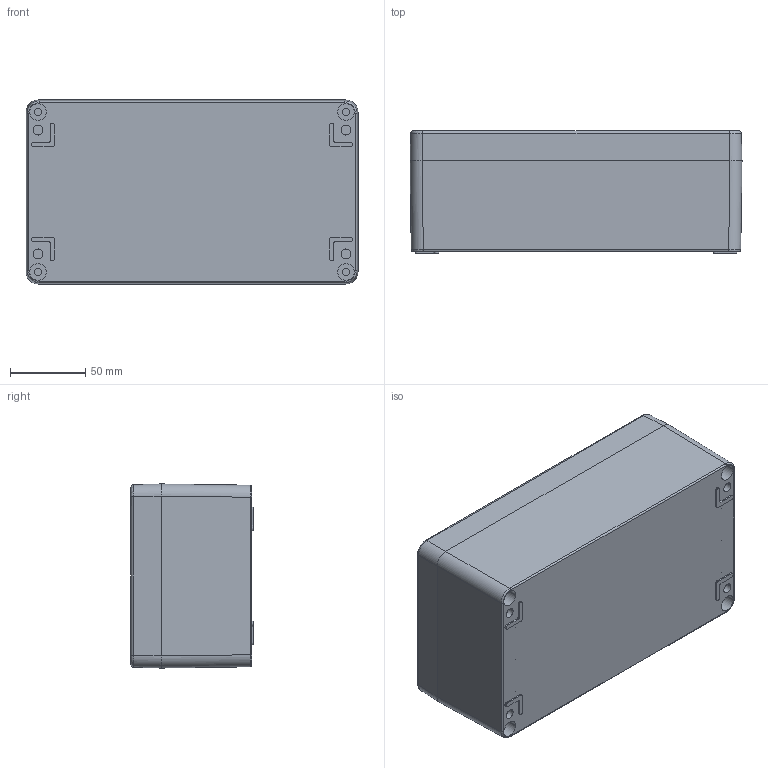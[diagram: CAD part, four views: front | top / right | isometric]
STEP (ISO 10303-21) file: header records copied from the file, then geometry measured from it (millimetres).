
FILE_DESCRIPTION (( 'STEP AP214' ), '1' );
FILE_NAME ('2374-2212-08-50.step', '2023-11-08T10:38:38', ( '' ), ( '' ), 'SwSTEP 2.0', 'SolidWorks 2019', '' );
FILE_SCHEMA (( 'AUTOMOTIVE_DESIGN' ));
Length unit declared in the file: millimetre
Products named in the file (7): Deckel^2374-2212-08-50; 2374-2212-08-50; SchutzleiteranschlussM4x8; DeckelschraubeM6x24; Unterteil^2374-2212-08-50; SchutzleiteranschlussM6x10
Assembly tree (12 placements, depth 3):
  2374-2212-08-50
    2374-2212-08-50
      Unterteil^2374-2212-08-50
      SchutzleiteranschlussM6x10  x4
      Deckel^2374-2212-08-50
      SchutzleiteranschlussM4x8
      DeckelschraubeM6x24  x4
Bounding box: 220 x 81 x 122 mm (x, y, z)
Volume: 494179.9 mm3; surface area: 234453.1 mm2
Topology: 16 solids, 16 shells, 941 faces, 2490 edges, 1582 vertices
Faces by surface type: plane 418, cylinder 292, cone 171, bspline 32, torus 28
Entity records: 20830 total; most frequent: CARTESIAN_POINT 7290, ORIENTED_EDGE 2838, DIRECTION 2673, EDGE_CURVE 1419, AXIS2_PLACEMENT_3D 1000, VERTEX_POINT 907, VECTOR 673, LINE 673
